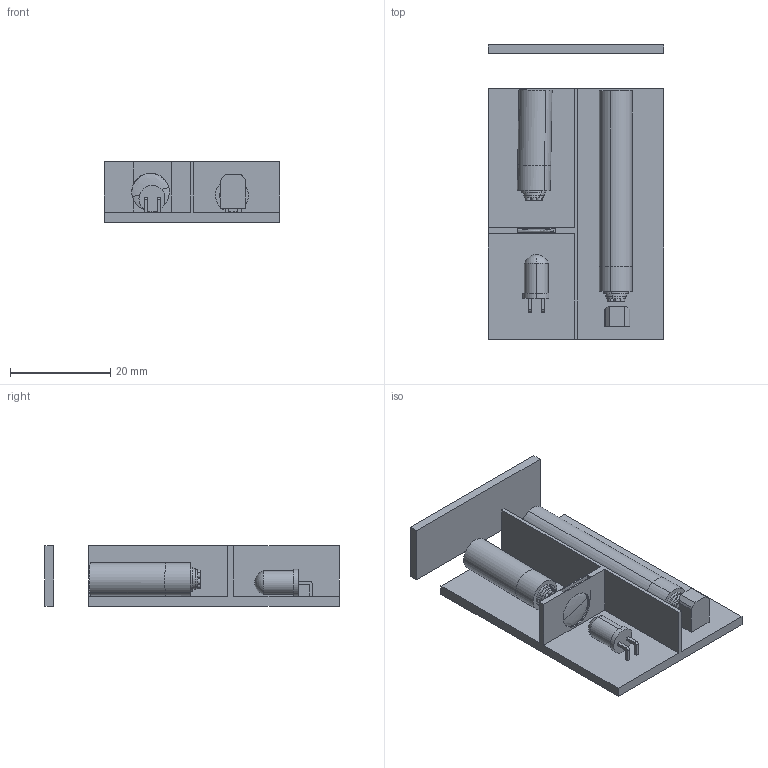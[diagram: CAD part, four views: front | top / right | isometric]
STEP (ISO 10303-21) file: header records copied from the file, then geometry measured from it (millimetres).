
FILE_DESCRIPTION (( 'STEP AP203' ), '1' );
FILE_NAME ('Montajdeneme.STEP', '2022-01-10T21:16:08', ( '' ), ( '' ), 'SwSTEP 2.0', 'SolidWorks 2021', '' );
FILE_SCHEMA (( 'CONFIG_CONTROL_DESIGN' ));
Length unit declared in the file: millimetre
Products named in the file (8): fiber kablo_deneme; fiber kablo 22; led; bpw41n-kizilotesi-fotodiyot; Montajdeneme; mercek; lb1; ayna
Assembly tree (7 placements, depth 2):
  Montajdeneme
    lb1
    bpw41n-kizilotesi-fotodiyot
    led
    mercek
    fiber kablo 22
    fiber kablo_deneme
    ayna
Bounding box: 35 x 58.75 x 12 mm (x, y, z)
Volume: 7059.9 mm3; surface area: 8730.3 mm2
Topology: 23 solids, 23 shells, 192 faces, 413 edges, 273 vertices
Faces by surface type: plane 125, cylinder 61, bspline 4, sphere 2
Entity records: 6063 total; most frequent: CARTESIAN_POINT 958, DIRECTION 919, ORIENTED_EDGE 818, EDGE_CURVE 409, AXIS2_PLACEMENT_3D 322, VECTOR 275, LINE 275, VERTEX_POINT 273
